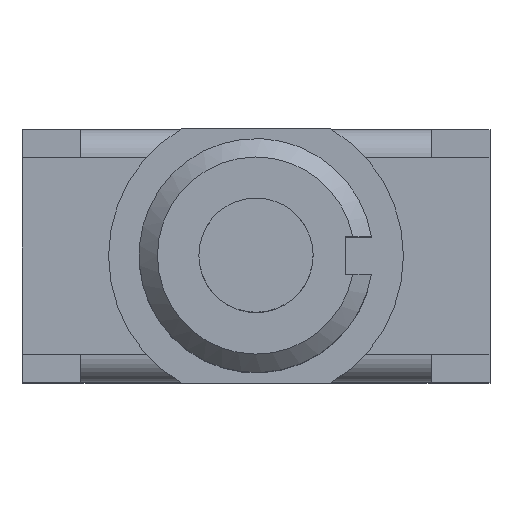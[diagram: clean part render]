
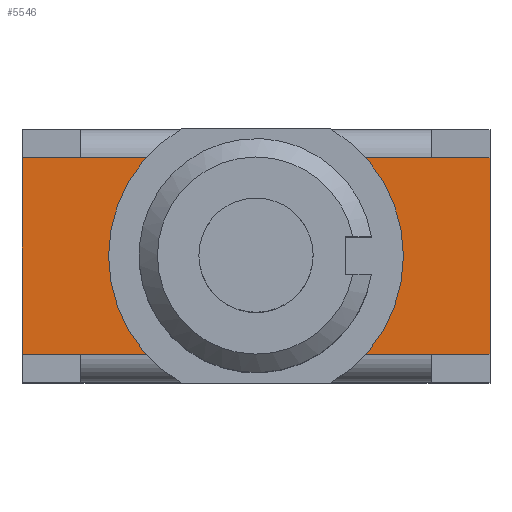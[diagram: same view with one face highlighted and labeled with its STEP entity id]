
A CAD part, top view. The second image highlights one B-rep face of the part: STEP entity #5546.
In plain terms, the highlighted planar face has unit normal (0, 0, 1).
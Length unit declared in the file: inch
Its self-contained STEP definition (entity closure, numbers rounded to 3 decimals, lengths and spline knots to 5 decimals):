
#3473=CARTESIAN_POINT('',(0.25,0.10512,0.41063));
#3474=VERTEX_POINT('',#3473);
#3491=CARTESIAN_POINT('',(0.18701,0.10512,0.41063));
#3492=VERTEX_POINT('',#3491);
#3499=CARTESIAN_POINT('',(0.18701,0.10512,0.41063));
#3500=DIRECTION('',(1.0,0.0,0.0));
#3501=VECTOR('',#3500,0.06299);
#3502=LINE('',#3499,#3501);
#3503=EDGE_CURVE('',#3492,#3474,#3502,.T.);
#3515=CARTESIAN_POINT('',(0.25,-0.10512,0.41063));
#3516=VERTEX_POINT('',#3515);
#3523=CARTESIAN_POINT('',(0.18701,-0.10512,0.41063));
#3524=VERTEX_POINT('',#3523);
#3525=CARTESIAN_POINT('',(0.18701,-0.10512,0.41063));
#3526=DIRECTION('',(1.0,0.0,0.0));
#3527=VECTOR('',#3526,0.06299);
#3528=LINE('',#3525,#3527);
#3529=EDGE_CURVE('',#3524,#3516,#3528,.T.);
#3553=CARTESIAN_POINT('',(0.25,-0.10512,0.41063));
#3554=DIRECTION('',(0.0,1.0,0.0));
#3555=VECTOR('',#3554,0.21024);
#3556=LINE('',#3553,#3555);
#3557=EDGE_CURVE('',#3516,#3474,#3556,.T.);
#4418=CARTESIAN_POINT('',(-0.18701,-0.10512,0.41063));
#4419=VERTEX_POINT('',#4418);
#4659=CARTESIAN_POINT('',(-0.18701,0.10512,0.41063));
#4660=VERTEX_POINT('',#4659);
#5377=CARTESIAN_POINT('',(-0.25,-0.10512,0.41063));
#5378=VERTEX_POINT('',#5377);
#5394=CARTESIAN_POINT('',(-0.18701,-0.10512,0.41063));
#5395=DIRECTION('',(-1.0,0.0,0.0));
#5396=VECTOR('',#5395,0.06299);
#5397=LINE('',#5394,#5396);
#5398=EDGE_CURVE('',#4419,#5378,#5397,.T.);
#5410=CARTESIAN_POINT('',(-0.25,0.10512,0.41063));
#5411=VERTEX_POINT('',#5410);
#5418=CARTESIAN_POINT('',(-0.18701,0.10512,0.41063));
#5419=DIRECTION('',(-1.0,0.0,0.0));
#5420=VECTOR('',#5419,0.06299);
#5421=LINE('',#5418,#5420);
#5422=EDGE_CURVE('',#4660,#5411,#5421,.T.);
#5439=CARTESIAN_POINT('',(-0.25,0.10512,0.41063));
#5440=DIRECTION('',(0.0,-1.0,0.0));
#5441=VECTOR('',#5440,0.21024);
#5442=LINE('',#5439,#5441);
#5443=EDGE_CURVE('',#5411,#5378,#5442,.T.);
#5515=CARTESIAN_POINT('',(0.18701,0.10512,0.41063));
#5516=DIRECTION('',(-1.0,0.0,0.0));
#5517=VECTOR('',#5516,0.37402);
#5518=LINE('',#5515,#5517);
#5519=EDGE_CURVE('',#3492,#4660,#5518,.T.);
#5526=CARTESIAN_POINT('',(-0.275,0.11563,0.41063));
#5527=DIRECTION('',(0.0,0.0,1.0));
#5528=DIRECTION('',(1.0,0.0,0.0));
#5529=AXIS2_PLACEMENT_3D('',#5526,#5527,#5528);
#5530=PLANE('',#5529);
#5531=CARTESIAN_POINT('',(0.18701,-0.10512,0.41063));
#5532=DIRECTION('',(-1.0,0.0,0.0));
#5533=VECTOR('',#5532,0.37402);
#5534=LINE('',#5531,#5533);
#5535=EDGE_CURVE('',#3524,#4419,#5534,.T.);
#5536=ORIENTED_EDGE('',*,*,#5535,.F.);
#5537=ORIENTED_EDGE('',*,*,#3529,.T.);
#5538=ORIENTED_EDGE('',*,*,#3557,.T.);
#5539=ORIENTED_EDGE('',*,*,#3503,.F.);
#5540=ORIENTED_EDGE('',*,*,#5519,.T.);
#5541=ORIENTED_EDGE('',*,*,#5422,.T.);
#5542=ORIENTED_EDGE('',*,*,#5443,.T.);
#5543=ORIENTED_EDGE('',*,*,#5398,.F.);
#5544=EDGE_LOOP('',(#5536,#5537,#5538,#5539,#5540,#5541,#5542,#5543));
#5545=FACE_OUTER_BOUND('',#5544,.T.);
#5546=ADVANCED_FACE('',(#5545),#5530,.T.);
